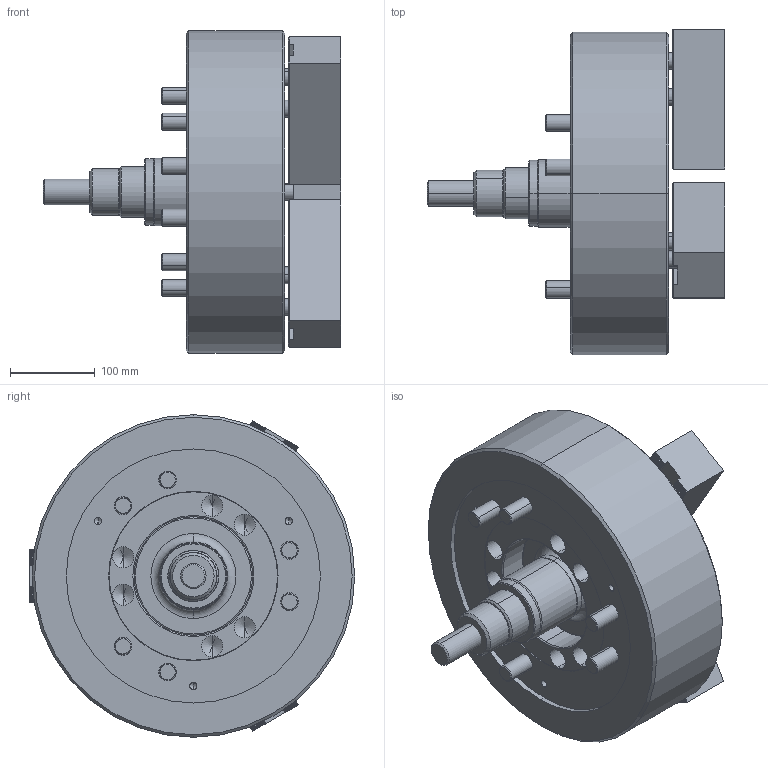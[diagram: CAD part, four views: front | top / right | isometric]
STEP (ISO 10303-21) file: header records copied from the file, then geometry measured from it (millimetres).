
FILE_DESCRIPTION (( 'STEP AP203' ), '1' );
FILE_NAME ('3V-15 外觀參考.STEP', '2016-12-06T08:47:59', ( 'temp' ), ( '' ), 'SwSTEP 2.0', 'SolidWorks 2016', '' );
FILE_SCHEMA (( 'CONFIG_CONTROL_DESIGN' ));
Length unit declared in the file: millimetre
Products named in the file (9): 3P-15連接管螺栓; SJ-15P; M20x55; M20x120; 3V-15 外觀參考; 3V-15本體; 3V-15中仁; 3P-15連接管; 3P-15連接管螺帽
Assembly tree (20 placements, depth 2):
  3V-15 外觀參考
    3V-15本體
    3V-15中仁
    3P-15連接管
    3P-15連接管螺帽
    3P-15連接管螺栓
    SJ-15P  x3
    M20x55  x6
    M20x120  x6
Bounding box: 351.32 x 384.25 x 381 mm (x, y, z)
Volume: 14438126.1 mm3; surface area: 911518.5 mm2
Topology: 20 solids, 20 shells, 3240 faces, 9320 edges, 6123 vertices
Faces by surface type: plane 2246, cylinder 824, cone 160, torus 10
Entity records: 39041 total; most frequent: CARTESIAN_POINT 8204, ORIENTED_EDGE 6660, DIRECTION 5604, EDGE_CURVE 3330, LINE 2482, VECTOR 2482, VERTEX_POINT 2193, AXIS2_PLACEMENT_3D 1561
